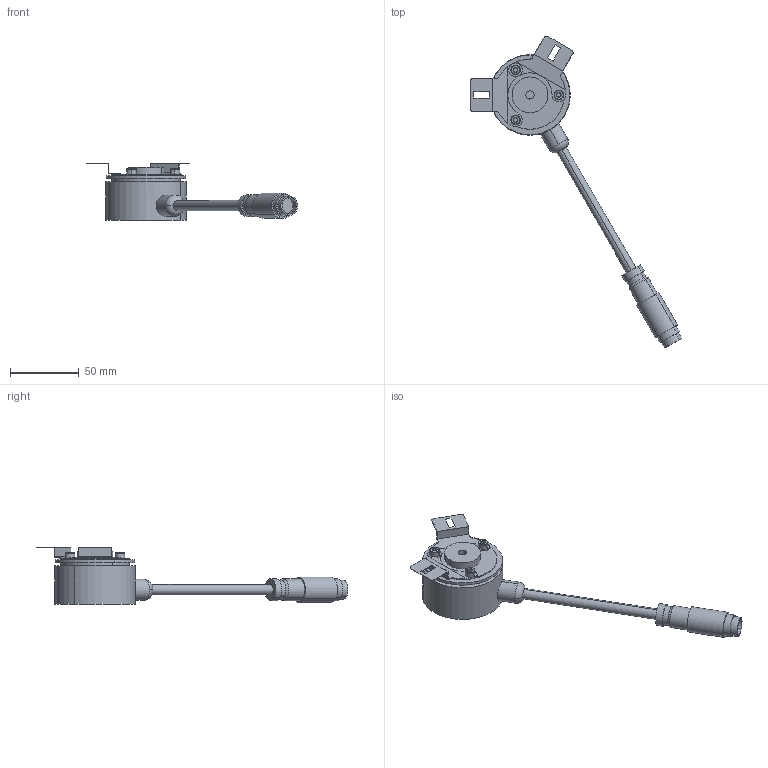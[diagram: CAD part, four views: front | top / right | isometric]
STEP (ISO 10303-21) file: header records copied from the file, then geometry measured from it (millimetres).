
FILE_DESCRIPTION(('OneSpaceDesigner STEP Export'),'2;1');
FILE_NAME('enc.stp','2007-04-12T10:44:07',(''),(''),'OneSpace Designer STEP processor for AP214 (Solid Model)','OneSpace Designer 13.20A 18-Aug-2005 (C) CoCreate Software GmbH','');
FILE_SCHEMA(('AUTOMOTIVE_DESIGN { 1 0 10303 214 1 1 1 1 }'));
Length unit declared in the file: millimetre
Products named in the file (7): P5510002_BEFESTIGUNG; Zylinderschraube_DIN_912_-_M4_x_6_-_.2.1; P5510004_ENCODER; P5510003_ENCODER-BG; P5510001_STECKER; 00540140_ENCODER; T1
Assembly tree (8 placements, depth 3):
  00540140_ENCODER
    P5510001_STECKER
    P5510003_ENCODER-BG
      P5510004_ENCODER
      P5510002_BEFESTIGUNG  x2
      Zylinderschraube_DIN_912_-_M4_x_6_-_.2.1  x3
  T1
Bounding box: 153.47 x 226.61 x 41.3 mm (x, y, z)
Volume: 110711.3 mm3; surface area: 26244.8 mm2
Topology: 7 solids, 7 shells, 217 faces, 489 edges, 300 vertices
Faces by surface type: cylinder 92, plane 79, cone 38, torus 8
Entity records: 4199 total; most frequent: CARTESIAN_POINT 1283, ORIENTED_EDGE 588, DIRECTION 479, EDGE_CURVE 294, VERTEX_POINT 187, AXIS2_PLACEMENT_3D 175, EDGE_LOOP 154, FACE_OUTER_BOUND 132
